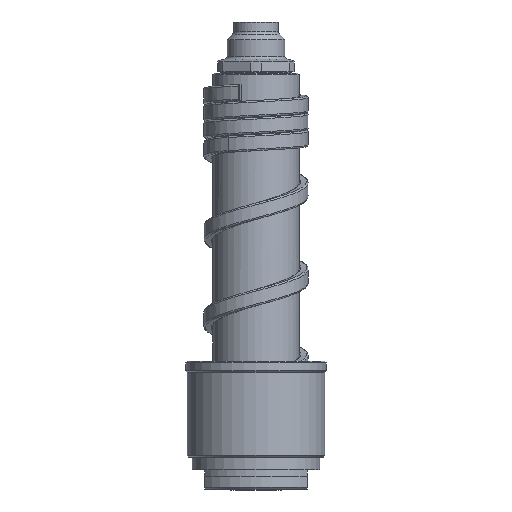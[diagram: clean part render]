
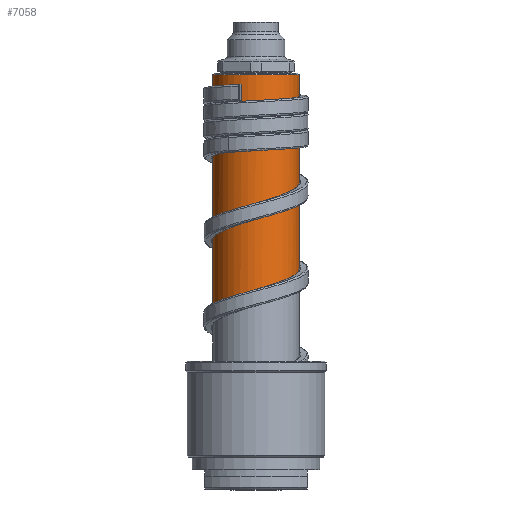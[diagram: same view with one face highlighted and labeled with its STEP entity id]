
A CAD part, front view. The second image highlights one B-rep face of the part: STEP entity #7058.
In plain terms, the highlighted cylindrical face has radius 13.5 mm (diameter 27 mm), a partial arc.
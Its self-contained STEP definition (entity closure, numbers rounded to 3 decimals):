
#383=CARTESIAN_POINT('',(-13.5,0.,55.139));
#384=CARTESIAN_POINT('',(-13.5,-0.884,
55.421));
#385=CARTESIAN_POINT('',(-13.326,-2.651,55.983));
#386=CARTESIAN_POINT('',(-12.553,-5.2,56.827));
#387=CARTESIAN_POINT('',(-11.297,-7.549,57.671));
#388=CARTESIAN_POINT('',(-9.607,-9.607,58.514));
#389=CARTESIAN_POINT('',(-7.549,-11.297,59.358));
#390=CARTESIAN_POINT('',(-5.2,-12.553,60.202));
#391=CARTESIAN_POINT('',(-2.651,-13.326,61.046));
#392=CARTESIAN_POINT('',(0.,-13.587,
61.889));
#393=CARTESIAN_POINT('',(2.651,-13.326,62.733));
#394=CARTESIAN_POINT('',(5.2,-12.553,63.577));
#395=CARTESIAN_POINT('',(7.549,-11.297,64.421));
#396=CARTESIAN_POINT('',(9.607,-9.607,65.264));
#397=CARTESIAN_POINT('',(11.297,-7.549,66.108));
#398=CARTESIAN_POINT('',(12.553,-5.2,66.952));
#399=CARTESIAN_POINT('',(13.326,-2.651,67.796));
#400=CARTESIAN_POINT('',(13.5,-0.884,68.358));
#401=CARTESIAN_POINT('',(13.5,0.,68.639));
#403=DIRECTION('',(0.,0.,-1.));
#404=VECTOR('',#403,74.361);
#405=CARTESIAN_POINT('',(-13.5,0.,
129.5));
#406=LINE('',#405,#404);
#407=DIRECTION('',(0.,0.,-1.));
#408=VECTOR('',#407,60.861);
#409=CARTESIAN_POINT('',(13.5,0.,
129.5));
#410=LINE('',#409,#408);
#711=CARTESIAN_POINT('',(-13.5,0.,55.139));
#728=CARTESIAN_POINT('',(13.5,0.,68.639));
#5834=CARTESIAN_POINT('',(0.,0.,129.5));
#5835=DIRECTION('',(0.,0.,-1.));
#5836=DIRECTION('',(1.,0.,0.));
#5837=AXIS2_PLACEMENT_3D('',#5834,#5835,#5836);
#6117=CARTESIAN_POINT('',(13.5,0.,129.5));
#6118=CARTESIAN_POINT('',(-13.5,0.,129.5));
#6119=VERTEX_POINT('',#6117);
#6120=VERTEX_POINT('',#6118);
#6690=VERTEX_POINT('',#711);
#6691=VERTEX_POINT('',#728);
#7043=CARTESIAN_POINT('',(0.,0.,-6.5));
#7044=DIRECTION('',(0.,0.,1.));
#7045=DIRECTION('',(-1.,0.,0.));
#7046=AXIS2_PLACEMENT_3D('',#7043,#7044,#7045);
#7047=CYLINDRICAL_SURFACE('',#7046,13.5);
#7049=ORIENTED_EDGE('',*,*,#7048,.F.);
#7051=ORIENTED_EDGE('',*,*,#7050,.F.);
#7053=ORIENTED_EDGE('',*,*,#7052,.F.);
#7055=ORIENTED_EDGE('',*,*,#7054,.T.);
#7056=EDGE_LOOP('',(#7049,#7051,#7053,#7055));
#7057=FACE_OUTER_BOUND('',#7056,.F.);
#402=B_SPLINE_CURVE_WITH_KNOTS('',3,(#383,#384,#385,#386,#387,#388,#389,#390,
#391,#392,#393,#394,#395,#396,#397,#398,#399,#400,#401),.UNSPECIFIED.,.F.,.F.,
(4,1,1,1,1,1,1,1,1,1,1,1,1,1,1,1,4),(0.,0.063,0.125,0.188,0.25,
0.313,0.375,0.438,0.5,0.563,0.625,0.688,0.75,0.813,
0.875,0.938,1.),.UNSPECIFIED.);
#5838=CIRCLE('',#5837,13.5);
#7048=EDGE_CURVE('',#6690,#6691,#402,.T.);
#7050=EDGE_CURVE('',#6120,#6690,#406,.T.);
#7052=EDGE_CURVE('',#6119,#6120,#5838,.T.);
#7054=EDGE_CURVE('',#6119,#6691,#410,.T.);
#7058=ADVANCED_FACE('',(#7057),#7047,.T.);
